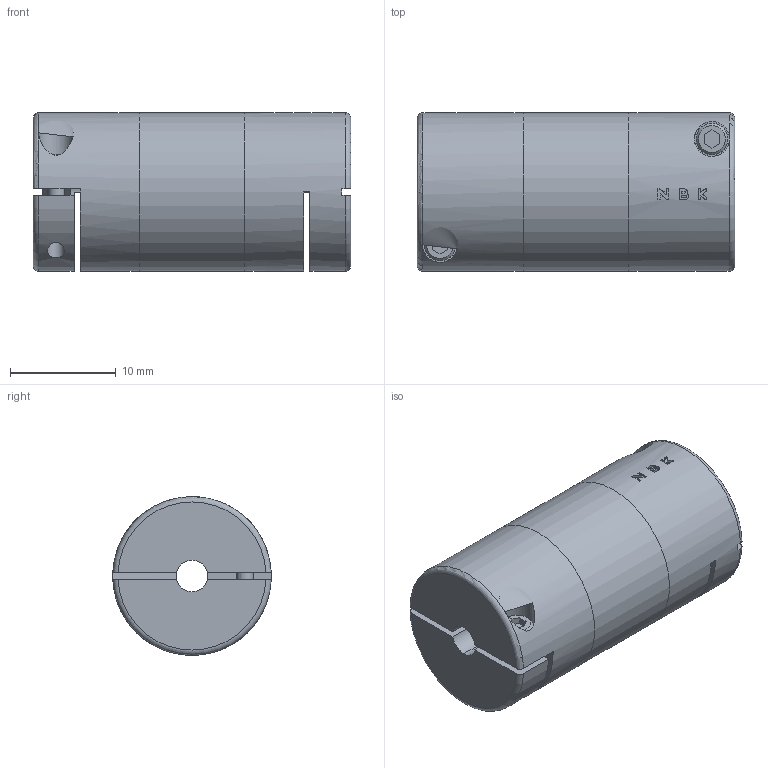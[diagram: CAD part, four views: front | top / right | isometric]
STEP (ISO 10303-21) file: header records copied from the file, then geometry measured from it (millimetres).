
FILE_DESCRIPTION(/* description */ ('STEP AP214'),/* implementation_level */ '2;1');
FILE_NAME(/* name */ 'XGL2-15C-3-5',/* time_stamp */ '2024-06-05T08:30:03+02:00',/* author */ ('License CC BY-ND 4.0'),/* organization */ ('CADENAS'),/* preprocessor_version */ 'ST-DEVELOPER v19.3',/* originating_system */ 'PARTsolutions',/* authorisation */ ' ');
FILE_SCHEMA (('AUTOMOTIVE_DESIGN {1 0 10303 214 3 1 1}'));
Length unit declared in the file: millimetre
Products named in the file (4): XGL2-15C-3-5; XGL2-15C - 3-5 - Hub 1; XGL2-15C - 3-5 - Anti-Vibration Rubber; XGL2-15C - 3-5 - Hub 2
Assembly tree (3 placements, depth 2):
  XGL2-15C-3-5
    XGL2-15C - 3-5 - Hub 1
    XGL2-15C - 3-5 - Anti-Vibration Rubber
    XGL2-15C - 3-5 - Hub 2
Bounding box: 30 x 15 x 15 mm (x, y, z)
Volume: 4552.9 mm3; surface area: 3364.8 mm2
Topology: 3 solids, 3 shells, 119 faces, 310 edges, 205 vertices
Faces by surface type: plane 79, cylinder 32, torus 4, cone 4
Full cylindrical faces by diameter (mm): 1.6 x4, 2 x2, 3 x3, 3.3 x2, 5 x1, 6 x1, 15 x3
Entity records: 3480 total; most frequent: CARTESIAN_POINT 691, DIRECTION 556, ORIENTED_EDGE 524, EDGE_CURVE 262, AXIS2_PLACEMENT_3D 199, VERTEX_POINT 184, LINE 158, VECTOR 158
